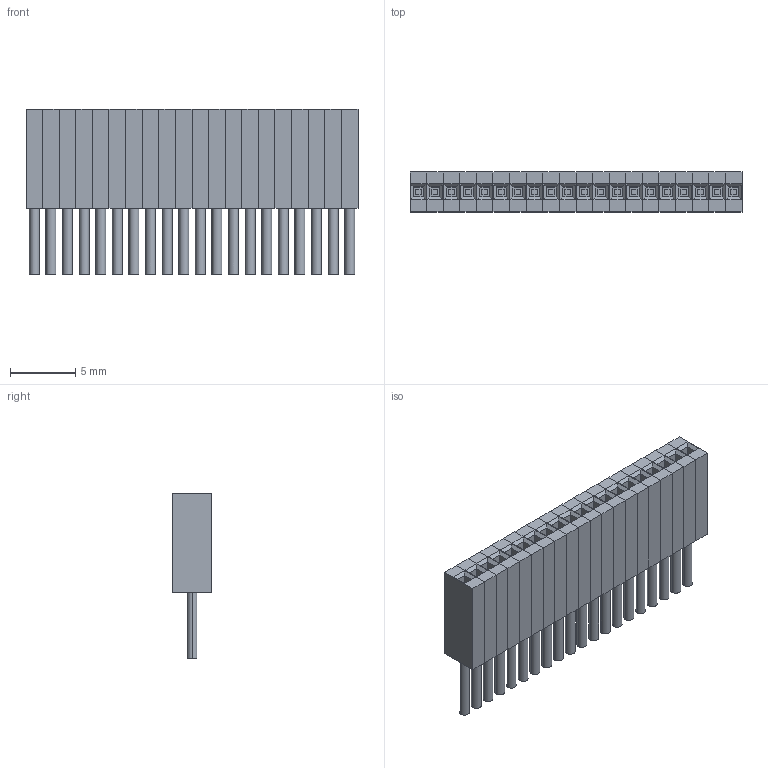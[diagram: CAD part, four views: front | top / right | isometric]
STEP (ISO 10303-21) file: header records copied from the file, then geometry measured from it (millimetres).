
FILE_DESCRIPTION(('STEP AP214'),'1');
FILE_NAME('SMS-S-120','2024-09-13T05:13:07',(''),(''),'','','');
FILE_SCHEMA(('AUTOMOTIVE_DESIGN'));
Length unit declared in the file: millimetre
Products named in the file (1): product
Bounding box: 25.4 x 3.05 x 12.68 mm (x, y, z)
Volume: 575 mm3; surface area: 1628 mm2
Topology: 21 solids, 21 shells, 522 faces, 1164 edges, 724 vertices
Faces by surface type: plane 482, cylinder 40
Entity records: 13626 total; most frequent: ORIENTED_EDGE 2328, DIRECTION 2290, CARTESIAN_POINT 1287, EDGE_CURVE 1164, LINE 1084, VECTOR 1084, VERTEX_POINT 724, AXIS2_PLACEMENT_3D 603
